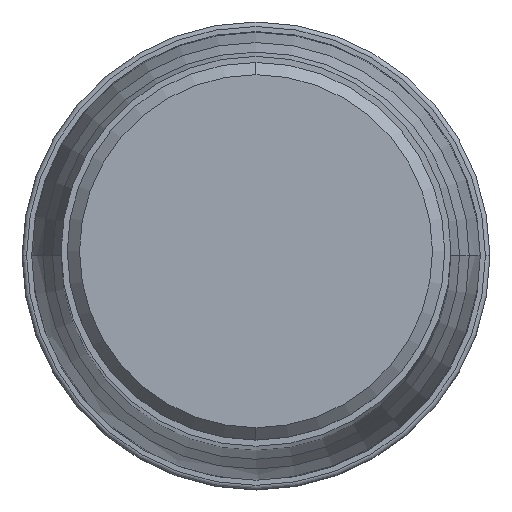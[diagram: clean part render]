
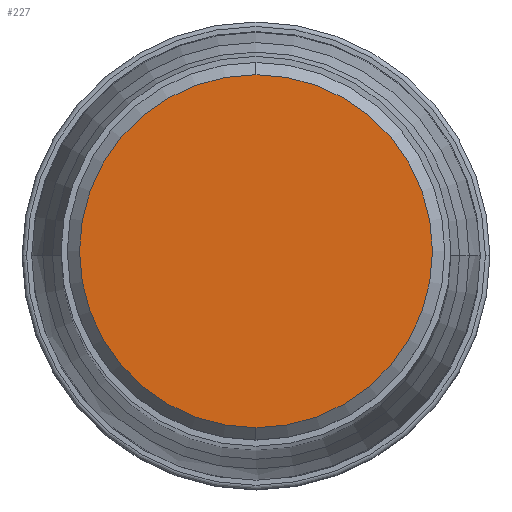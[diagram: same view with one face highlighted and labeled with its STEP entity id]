
A CAD part, top view. The second image highlights one B-rep face of the part: STEP entity #227.
In plain terms, the highlighted planar face has unit normal (0, 0, 1).
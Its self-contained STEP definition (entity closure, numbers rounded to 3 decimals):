
#161=FACE_OUTER_BOUND('',#311,.T.);
#227=ADVANCED_FACE('',(#161),#235,.F.);
#235=PLANE('',#1406);
#311=EDGE_LOOP('',(#608,#609));
#608=ORIENTED_EDGE('',*,*,#858,.F.);
#609=ORIENTED_EDGE('',*,*,#860,.F.);
#708=VERTEX_POINT('',#2266);
#709=VERTEX_POINT('',#2268);
#858=EDGE_CURVE('',#708,#709,#995,.T.);
#860=EDGE_CURVE('',#709,#708,#996,.T.);
#995=CIRCLE('',#1402,14.375);
#996=CIRCLE('',#1404,14.375);
#1402=AXIS2_PLACEMENT_3D('',#2267,#1846,#1847);
#1404=AXIS2_PLACEMENT_3D('',#2271,#1851,#1852);
#1406=AXIS2_PLACEMENT_3D('',#2273,#1855,#1856);
#1846=DIRECTION('',(0.,0.,-1.));
#1847=DIRECTION('',(0.,1.,0.));
#1851=DIRECTION('',(0.,0.,-1.));
#1852=DIRECTION('',(0.,-1.,0.));
#1855=DIRECTION('',(0.,0.,-1.));
#1856=DIRECTION('',(1.,0.,0.));
#2266=CARTESIAN_POINT('',(0.,14.375,0.));
#2267=CARTESIAN_POINT('',(0.,0.,0.));
#2268=CARTESIAN_POINT('',(0.,-14.375,0.));
#2271=CARTESIAN_POINT('',(0.,0.,0.));
#2273=CARTESIAN_POINT('',(0.,0.,0.));
